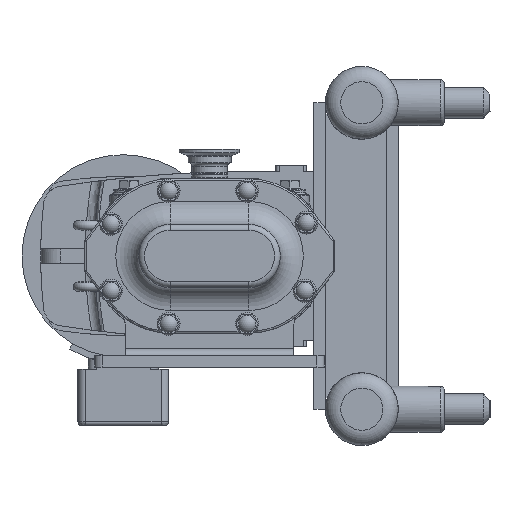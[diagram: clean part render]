
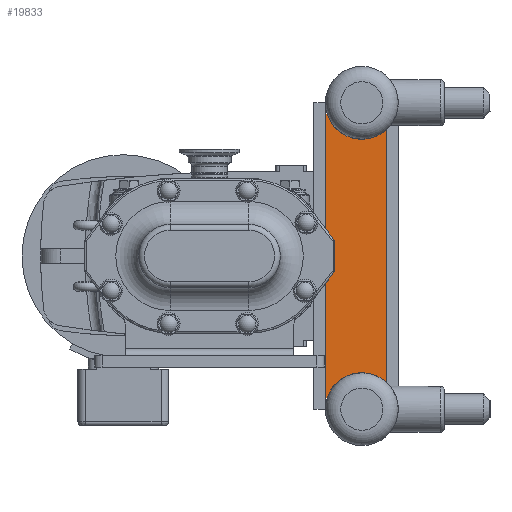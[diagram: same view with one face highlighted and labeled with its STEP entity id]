
A CAD part, left-side view. The second image highlights one B-rep face of the part: STEP entity #19833.
In plain terms, the highlighted planar face has unit normal (-1, 0, 0).
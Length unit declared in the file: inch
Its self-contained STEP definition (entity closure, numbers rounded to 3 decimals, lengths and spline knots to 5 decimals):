
#1764=CIRCLE('',#21769,1.19);
#1765=CIRCLE('',#21772,1.19);
#3256=FACE_OUTER_BOUND('',#4451,.T.);
#4451=EDGE_LOOP('',(#17130,#17131,#17132,#17133,#17134,#17135));
#5870=LINE('',#36363,#7312);
#5873=LINE('',#36371,#7315);
#5875=LINE('',#36375,#7317);
#5876=LINE('',#36377,#7318);
#7312=VECTOR('',#26770,0.3937);
#7315=VECTOR('',#26779,0.3937);
#7317=VECTOR('',#26783,0.3937);
#7318=VECTOR('',#26786,0.3937);
#9129=VERTEX_POINT('',#36355);
#9130=VERTEX_POINT('',#36357);
#9131=VERTEX_POINT('',#36361);
#9132=VERTEX_POINT('',#36365);
#9133=VERTEX_POINT('',#36369);
#9134=VERTEX_POINT('',#36373);
#11878=EDGE_CURVE('',#9130,#9129,#1764,.T.);
#11881=EDGE_CURVE('',#9129,#9131,#5870,.T.);
#11883=EDGE_CURVE('',#9131,#9132,#1765,.T.);
#11885=EDGE_CURVE('',#9132,#9133,#5873,.T.);
#11887=EDGE_CURVE('',#9134,#9130,#5875,.T.);
#11888=EDGE_CURVE('',#9133,#9134,#5876,.T.);
#17130=ORIENTED_EDGE('',*,*,#11888,.T.);
#17131=ORIENTED_EDGE('',*,*,#11887,.T.);
#17132=ORIENTED_EDGE('',*,*,#11878,.T.);
#17133=ORIENTED_EDGE('',*,*,#11881,.T.);
#17134=ORIENTED_EDGE('',*,*,#11883,.T.);
#17135=ORIENTED_EDGE('',*,*,#11885,.T.);
#18836=PLANE('',#21775);
#19833=ADVANCED_FACE('',(#3256),#18836,.T.);
#21769=AXIS2_PLACEMENT_3D('',#36358,#26764,#26765);
#21772=AXIS2_PLACEMENT_3D('',#36367,#26774,#26775);
#21775=AXIS2_PLACEMENT_3D('',#36376,#26784,#26785);
#26764=DIRECTION('center_axis',(1.,0.,0.));
#26765=DIRECTION('ref_axis',(0.,-0.681,0.733));
#26770=DIRECTION('',(0.,0.,1.));
#26774=DIRECTION('center_axis',(1.,0.,0.));
#26775=DIRECTION('ref_axis',(0.,0.95,-0.311));
#26779=DIRECTION('',(0.,1.,0.));
#26783=DIRECTION('',(0.,-1.,0.));
#26784=DIRECTION('center_axis',(-1.,0.,0.));
#26785=DIRECTION('ref_axis',(0.,0.,
1.));
#26786=DIRECTION('',(0.,0.,-1.));
#36355=CARTESIAN_POINT('',(3.772,-5.779,-4.12822));
#36357=CARTESIAN_POINT('',(3.772,-3.8413,-4.62));
#36358=CARTESIAN_POINT('Origin',(3.772,-4.969,-5.));
#36361=CARTESIAN_POINT('',(3.772,-5.779,4.12822));
#36363=CARTESIAN_POINT('',(3.772,-5.779,4.12822));
#36365=CARTESIAN_POINT('',(3.772,-3.83798,4.63));
#36367=CARTESIAN_POINT('Origin',(3.772,-4.969,5.));
#36369=CARTESIAN_POINT('',(3.772,-3.7815,4.63));
#36371=CARTESIAN_POINT('',(3.772,-3.779,4.63));
#36373=CARTESIAN_POINT('',(3.772,-3.7815,-4.62));
#36375=CARTESIAN_POINT('',(3.772,-3.8413,-4.62));
#36376=CARTESIAN_POINT('Origin',(3.772,-4.71672,0.00321));
#36377=CARTESIAN_POINT('',(3.772,-3.7815,0.00161));
